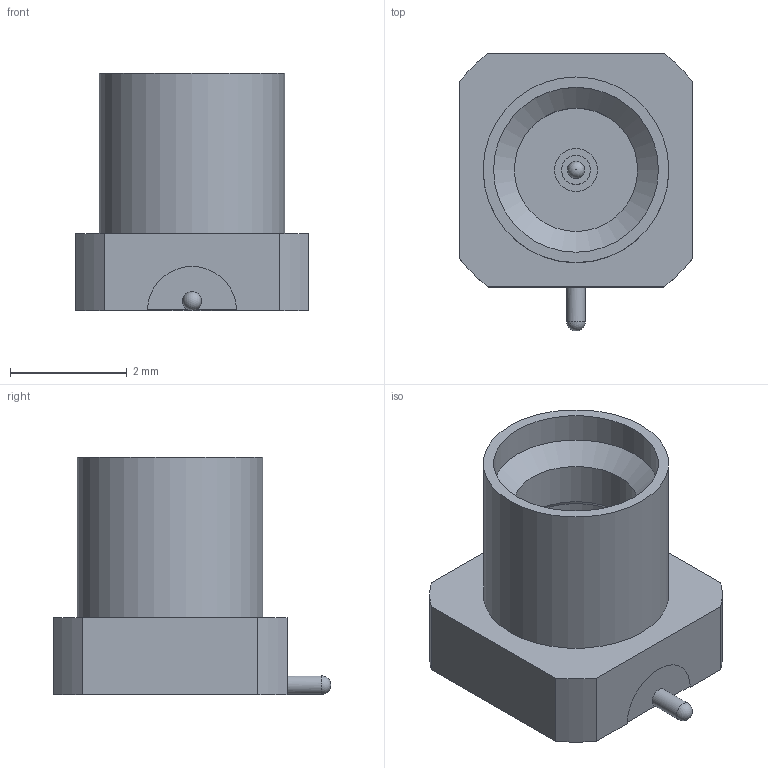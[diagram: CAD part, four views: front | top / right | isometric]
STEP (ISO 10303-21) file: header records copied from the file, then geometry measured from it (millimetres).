
FILE_DESCRIPTION (( 'STEP AP203' ), '1' );
FILE_NAME ('PE44489 ¦ FMCN1381_3D.step', '2020-11-16T15:07:55', ( '' ), ( '' ), 'SwSTEP 2.0', 'SolidWorks 2018', '' );
FILE_SCHEMA (( 'CONFIG_CONTROL_DESIGN' ));
Length unit declared in the file: inch
Products named in the file (1): PE44489 ｦ FMCN1381_3D
Bounding box: 4 x 4.75 x 4.07 mm (x, y, z)
Volume: 32.8 mm3; surface area: 97.9 mm2
Topology: 1 solids, 1 shells, 43 faces, 104 edges, 66 vertices
Faces by surface type: plane 25, cylinder 13, torus 2, cone 2, sphere 1
Full cylindrical faces by diameter (mm): 0.292 x1, 0.32 x1, 0.498 x1, 0.736 x1, 2.108 x1, 2.184 x1, 2.819 x1, 3.175 x1
Entity records: 1244 total; most frequent: CARTESIAN_POINT 210, DIRECTION 207, ORIENTED_EDGE 174, EDGE_CURVE 87, AXIS2_PLACEMENT_3D 77, VERTEX_POINT 62, EDGE_LOOP 59, VECTOR 53
